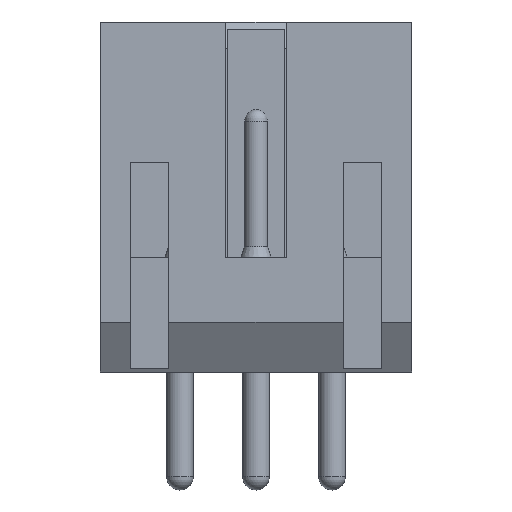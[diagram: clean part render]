
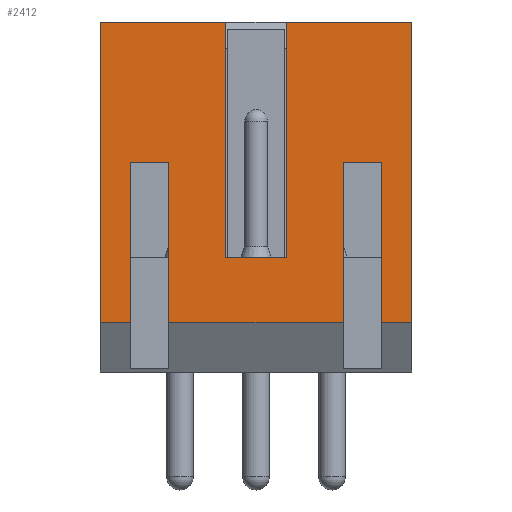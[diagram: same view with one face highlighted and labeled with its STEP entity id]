
A CAD part, top view. The second image highlights one B-rep face of the part: STEP entity #2412.
In plain terms, the highlighted planar face has unit normal (0, 0, 1).
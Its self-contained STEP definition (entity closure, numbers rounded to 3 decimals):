
#498=DIRECTION('',(0.,1.,0.));
#499=VECTOR('',#498,4.2);
#500=CARTESIAN_POINT('',(-3.3,1.3,2.55));
#501=LINE('',#500,#499);
#502=DIRECTION('',(1.,0.,0.));
#503=VECTOR('',#502,0.8);
#504=CARTESIAN_POINT('',(-4.1,1.3,2.55));
#505=LINE('',#504,#503);
#506=DIRECTION('',(-1.,0.,0.));
#507=VECTOR('',#506,3.3);
#508=CARTESIAN_POINT('',(-0.8,9.2,2.55));
#509=LINE('',#508,#507);
#510=DIRECTION('',(0.,1.,0.));
#511=VECTOR('',#510,6.2);
#512=CARTESIAN_POINT('',(-0.8,3.,2.55));
#513=LINE('',#512,#511);
#514=DIRECTION('',(-1.,0.,0.));
#515=VECTOR('',#514,3.3);
#516=CARTESIAN_POINT('',(4.1,9.2,2.55));
#517=LINE('',#516,#515);
#518=DIRECTION('',(0.,1.,0.));
#519=VECTOR('',#518,7.9);
#520=CARTESIAN_POINT('',(4.1,1.3,2.55));
#521=LINE('',#520,#519);
#522=DIRECTION('',(1.,0.,0.));
#523=VECTOR('',#522,0.8);
#524=CARTESIAN_POINT('',(3.3,1.3,2.55));
#525=LINE('',#524,#523);
#526=DIRECTION('',(1.,0.,0.));
#527=VECTOR('',#526,4.6);
#528=CARTESIAN_POINT('',(-2.3,1.3,2.55));
#529=LINE('',#528,#527);
#530=DIRECTION('',(1.,0.,0.));
#531=VECTOR('',#530,1.);
#532=CARTESIAN_POINT('',(-3.3,5.5,2.55));
#533=LINE('',#532,#531);
#546=DIRECTION('',(0.,1.,0.));
#547=VECTOR('',#546,7.9);
#548=CARTESIAN_POINT('',(-4.1,1.3,2.55));
#549=LINE('',#548,#547);
#582=DIRECTION('',(1.,0.,0.));
#583=VECTOR('',#582,1.6);
#584=CARTESIAN_POINT('',(-0.8,3.,2.55));
#585=LINE('',#584,#583);
#688=DIRECTION('',(0.,-1.,0.));
#689=VECTOR('',#688,4.2);
#690=CARTESIAN_POINT('',(3.3,5.5,2.55));
#691=LINE('',#690,#689);
#736=DIRECTION('',(0.,-1.,0.));
#737=VECTOR('',#736,6.2);
#738=CARTESIAN_POINT('',(0.8,9.2,2.55));
#739=LINE('',#738,#737);
#776=DIRECTION('',(0.,1.,0.));
#777=VECTOR('',#776,4.2);
#778=CARTESIAN_POINT('',(2.3,1.3,2.55));
#779=LINE('',#778,#777);
#788=DIRECTION('',(1.,0.,0.));
#789=VECTOR('',#788,1.);
#790=CARTESIAN_POINT('',(2.3,5.5,2.55));
#791=LINE('',#790,#789);
#904=DIRECTION('',(0.,-1.,0.));
#905=VECTOR('',#904,4.2);
#906=CARTESIAN_POINT('',(-2.3,5.5,2.55));
#907=LINE('',#906,#905);
#1358=CARTESIAN_POINT('',(4.1,1.3,2.55));
#1359=VERTEX_POINT('',#1358);
#1360=CARTESIAN_POINT('',(4.1,9.2,2.55));
#1361=VERTEX_POINT('',#1360);
#1365=CARTESIAN_POINT('',(-3.3,1.3,2.55));
#1367=VERTEX_POINT('',#1365);
#1370=CARTESIAN_POINT('',(-2.3,1.3,2.55));
#1371=VERTEX_POINT('',#1370);
#1372=CARTESIAN_POINT('',(2.3,1.3,2.55));
#1373=VERTEX_POINT('',#1372);
#1378=CARTESIAN_POINT('',(3.3,1.3,2.55));
#1379=VERTEX_POINT('',#1378);
#1380=CARTESIAN_POINT('',(-4.1,1.3,2.55));
#1381=VERTEX_POINT('',#1380);
#1388=CARTESIAN_POINT('',(-3.3,5.5,2.55));
#1389=VERTEX_POINT('',#1388);
#1408=CARTESIAN_POINT('',(-0.8,9.2,2.55));
#1409=VERTEX_POINT('',#1408);
#1410=CARTESIAN_POINT('',(-4.1,9.2,2.55));
#1411=VERTEX_POINT('',#1410);
#1414=CARTESIAN_POINT('',(0.8,9.2,2.55));
#1415=VERTEX_POINT('',#1414);
#1430=CARTESIAN_POINT('',(-0.8,3.,2.55));
#1431=VERTEX_POINT('',#1430);
#1442=CARTESIAN_POINT('',(-2.3,5.5,2.55));
#1443=VERTEX_POINT('',#1442);
#1444=CARTESIAN_POINT('',(0.8,3.,2.55));
#1445=VERTEX_POINT('',#1444);
#1446=CARTESIAN_POINT('',(3.3,5.5,2.55));
#1447=VERTEX_POINT('',#1446);
#1448=CARTESIAN_POINT('',(2.3,5.5,2.55));
#1449=VERTEX_POINT('',#1448);
#2382=CARTESIAN_POINT('',(0.,5.25,2.55));
#2383=DIRECTION('',(0.,0.,1.));
#2384=DIRECTION('',(1.,0.,0.));
#2385=AXIS2_PLACEMENT_3D('',#2382,#2383,#2384);
#2386=PLANE('',#2385);
#2387=ORIENTED_EDGE('',*,*,#2203,.F.);
#2388=ORIENTED_EDGE('',*,*,#2182,.F.);
#2390=ORIENTED_EDGE('',*,*,#2389,.T.);
#2391=ORIENTED_EDGE('',*,*,#2251,.F.);
#2392=ORIENTED_EDGE('',*,*,#2304,.F.);
#2394=ORIENTED_EDGE('',*,*,#2393,.T.);
#2396=ORIENTED_EDGE('',*,*,#2395,.F.);
#2397=ORIENTED_EDGE('',*,*,#2258,.F.);
#2398=ORIENTED_EDGE('',*,*,#2147,.F.);
#2399=ORIENTED_EDGE('',*,*,#2176,.F.);
#2401=ORIENTED_EDGE('',*,*,#2400,.F.);
#2403=ORIENTED_EDGE('',*,*,#2402,.F.);
#2405=ORIENTED_EDGE('',*,*,#2404,.F.);
#2406=ORIENTED_EDGE('',*,*,#2168,.F.);
#2408=ORIENTED_EDGE('',*,*,#2407,.F.);
#2409=ORIENTED_EDGE('',*,*,#2373,.F.);
#2410=EDGE_LOOP('',(#2387,#2388,#2390,#2391,#2392,#2394,#2396,#2397,#2398,#2399,
#2401,#2403,#2405,#2406,#2408,#2409));
#2411=FACE_OUTER_BOUND('',#2410,.F.);
#2147=EDGE_CURVE('',#1359,#1361,#521,.T.);
#2168=EDGE_CURVE('',#1371,#1373,#529,.T.);
#2176=EDGE_CURVE('',#1379,#1359,#525,.T.);
#2182=EDGE_CURVE('',#1381,#1367,#505,.T.);
#2203=EDGE_CURVE('',#1367,#1389,#501,.T.);
#2251=EDGE_CURVE('',#1409,#1411,#509,.T.);
#2258=EDGE_CURVE('',#1361,#1415,#517,.T.);
#2304=EDGE_CURVE('',#1431,#1409,#513,.T.);
#2373=EDGE_CURVE('',#1389,#1443,#533,.T.);
#2389=EDGE_CURVE('',#1381,#1411,#549,.T.);
#2393=EDGE_CURVE('',#1431,#1445,#585,.T.);
#2395=EDGE_CURVE('',#1415,#1445,#739,.T.);
#2400=EDGE_CURVE('',#1447,#1379,#691,.T.);
#2402=EDGE_CURVE('',#1449,#1447,#791,.T.);
#2404=EDGE_CURVE('',#1373,#1449,#779,.T.);
#2407=EDGE_CURVE('',#1443,#1371,#907,.T.);
#2412=ADVANCED_FACE('',(#2411),#2386,.T.);
